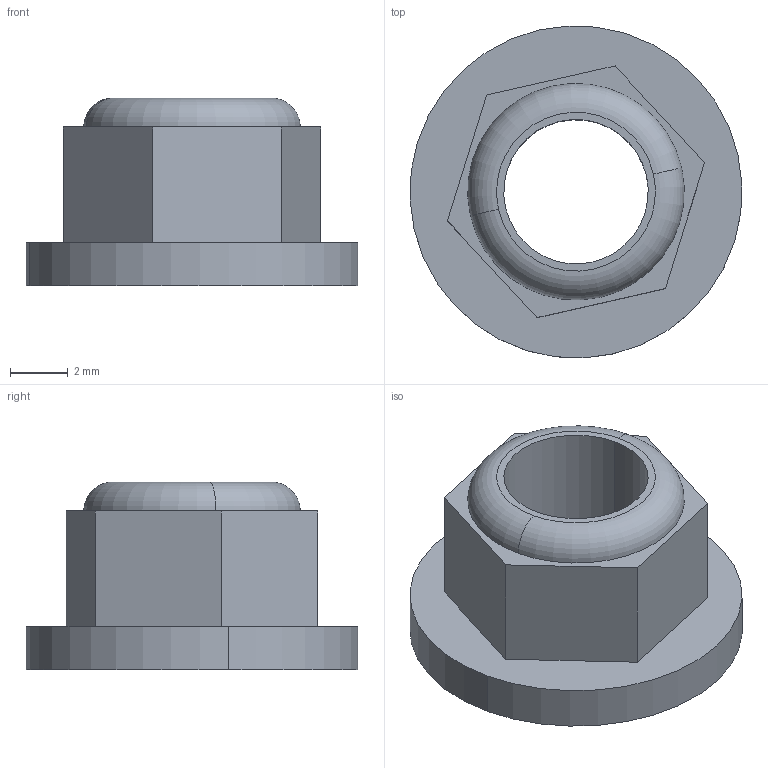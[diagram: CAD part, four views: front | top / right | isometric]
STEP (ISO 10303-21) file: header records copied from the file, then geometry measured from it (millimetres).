
FILE_DESCRIPTION (( 'STEP AP214' ), '1' );
FILE_NAME ('cap.STEP', '2022-09-15T01:02:04', ( '' ), ( '' ), 'SwSTEP 2.0', 'SolidWorks 2019', '' );
FILE_SCHEMA (( 'AUTOMOTIVE_DESIGN' ));
Length unit declared in the file: millimetre
Products named in the file (3): racerstarBR2205Simplified.STEP; cap; racerstarBR2205Cap_Simplified.STEP
Assembly tree (2 placements, depth 3):
  cap
    racerstarBR2205Simplified.STEP
      racerstarBR2205Cap_Simplified.STEP
Bounding box: 11.49 x 11.49 x 6.5 mm (x, y, z)
Volume: 283.8 mm3; surface area: 447.2 mm2
Topology: 1 solids, 1 shells, 16 faces, 36 edges, 24 vertices
Faces by surface type: plane 10, cylinder 4, torus 2
Entity records: 550 total; most frequent: DIRECTION 94, CARTESIAN_POINT 82, ORIENTED_EDGE 72, AXIS2_PLACEMENT_3D 36, EDGE_CURVE 36, VERTEX_POINT 24, VECTOR 22, LINE 22
